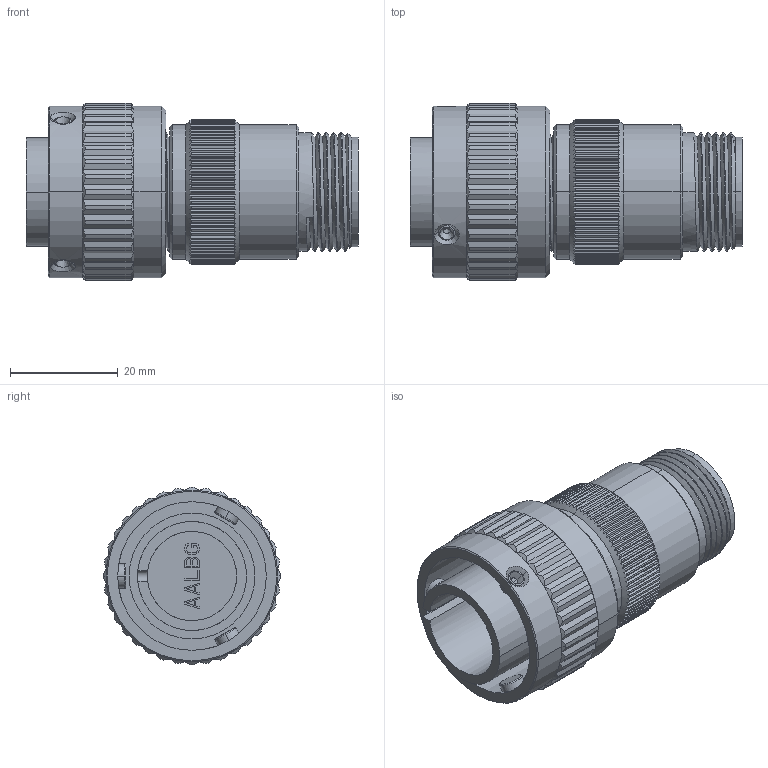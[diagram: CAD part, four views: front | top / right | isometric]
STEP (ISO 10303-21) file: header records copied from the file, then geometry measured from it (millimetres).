
FILE_DESCRIPTION((''),'2;1');
FILE_NAME('VG95234H-16_SW0001','2023-03-28T09:16:09',('paultorloting'),('NET AG system integration'),'CREO PARAMETRIC BY PTC INC, 2021404','CREO PARAMETRIC BY PTC INC, 2021404','');
FILE_SCHEMA(('AUTOMOTIVE_DESIGN { 1 0 10303 214 1 1 1 1 }'));
Length unit declared in the file: millimetre
Products named in the file (1): VG95234H-16_SW0001
Bounding box: 61.65 x 32.91 x 32.91 mm (x, y, z)
Volume: 25044.2 mm3; surface area: 12786.9 mm2
Topology: 1 solids, 1 shells, 790 faces, 2199 edges, 1440 vertices
Faces by surface type: plane 517, cylinder 198, cone 51, bspline 18, torus 6
Entity records: 39301 total; most frequent: CARTESIAN_POINT 16244, ORIENTED_EDGE 4386, DIRECTION 3530, EDGE_CURVE 2193, VERTEX_POINT 1440, VECTOR 1185, LINE 1185, AXIS2_PLACEMENT_3D 1171
